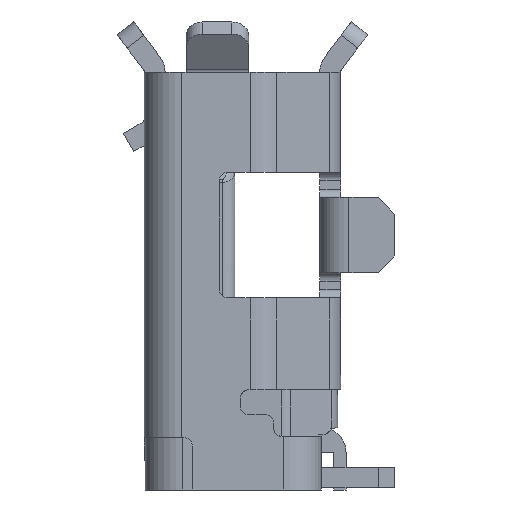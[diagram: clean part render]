
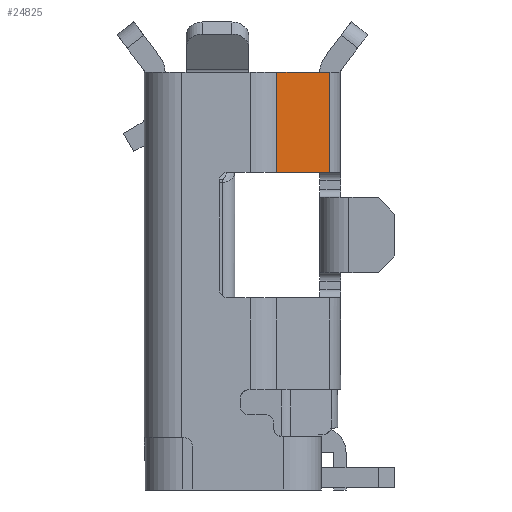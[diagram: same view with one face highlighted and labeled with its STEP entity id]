
A CAD part, left-side view. The second image highlights one B-rep face of the part: STEP entity #24825.
In plain terms, the highlighted planar face has unit normal (-0.702, -0.712, 0).
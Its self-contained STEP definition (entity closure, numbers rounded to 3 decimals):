
#12534 = PLANE('',#12535);
#12535 = AXIS2_PLACEMENT_3D('',#12536,#12537,#12538);
#12536 = CARTESIAN_POINT('',(2.618,9.683,3.5));
#12537 = DIRECTION('',(0.,0.,-1.));
#12538 = DIRECTION('',(1.,0.,0.));
#12612 = PLANE('',#12613);
#12613 = AXIS2_PLACEMENT_3D('',#12614,#12615,#12616);
#12614 = CARTESIAN_POINT('',(2.618,9.683,2.3));
#12615 = DIRECTION('',(0.,0.,-1.));
#12616 = DIRECTION('',(1.,0.,0.));
#18567 = CYLINDRICAL_SURFACE('',#18568,0.45);
#18568 = AXIS2_PLACEMENT_3D('',#18569,#18570,#18571);
#18569 = CARTESIAN_POINT('',(-2.618,-0.725,18.424));
#18570 = DIRECTION('',(0.,0.,-1.));
#18571 = DIRECTION('',(0.,1.,0.));
#24385 = VERTEX_POINT('',#24386);
#24386 = CARTESIAN_POINT('',(-3.576,-0.412,3.5));
#24401 = CYLINDRICAL_SURFACE('',#24402,0.45);
#24402 = AXIS2_PLACEMENT_3D('',#24403,#24404,#24405);
#24403 = CARTESIAN_POINT('',(-3.26,-0.091,18.836)
  );
#24404 = DIRECTION('',(0.,0.,-1.));
#24405 = DIRECTION('',(0.,1.,0.));
#24435 = EDGE_CURVE('',#24385,#24436,#24438,.T.);
#24436 = VERTEX_POINT('',#24437);
#24437 = CARTESIAN_POINT('',(-2.934,-1.045,3.5));
#24438 = SURFACE_CURVE('',#24439,(#24443,#24450),.PCURVE_S1.);
#24439 = LINE('',#24440,#24441);
#24440 = CARTESIAN_POINT('',(-3.984,-0.009,3.5));
#24441 = VECTOR('',#24442,1.);
#24442 = DIRECTION('',(0.712,-0.702,0.
    ));
#24443 = PCURVE('',#12534,#24444);
#24444 = DEFINITIONAL_REPRESENTATION('',(#24445),#24449);
#24445 = LINE('',#24446,#24447);
#24446 = CARTESIAN_POINT('',(-6.602,9.691));
#24447 = VECTOR('',#24448,1.);
#24448 = DIRECTION('',(0.712,0.702));
#24449 = ( GEOMETRIC_REPRESENTATION_CONTEXT(2) 
PARAMETRIC_REPRESENTATION_CONTEXT() REPRESENTATION_CONTEXT('2D SPACE',''
  ) );
#24450 = PCURVE('',#24451,#24456);
#24451 = PLANE('',#24452);
#24452 = AXIS2_PLACEMENT_3D('',#24453,#24454,#24455);
#24453 = CARTESIAN_POINT('',(-3.984,-0.009,
    11.283));
#24454 = DIRECTION('',(0.702,0.712,0.
    ));
#24455 = DIRECTION('',(-0.712,0.702,0.)
  );
#24456 = DEFINITIONAL_REPRESENTATION('',(#24457),#24461);
#24457 = LINE('',#24458,#24459);
#24458 = CARTESIAN_POINT('',(0.,-7.783));
#24459 = VECTOR('',#24460,1.);
#24460 = DIRECTION('',(-1.,0.));
#24461 = ( GEOMETRIC_REPRESENTATION_CONTEXT(2) 
PARAMETRIC_REPRESENTATION_CONTEXT() REPRESENTATION_CONTEXT('2D SPACE',''
  ) );
#24514 = VERTEX_POINT('',#24515);
#24515 = CARTESIAN_POINT('',(-2.934,-1.045,2.3));
#24563 = EDGE_CURVE('',#24564,#24514,#24566,.T.);
#24564 = VERTEX_POINT('',#24565);
#24565 = CARTESIAN_POINT('',(-3.576,-0.412,2.3));
#24566 = SURFACE_CURVE('',#24567,(#24571,#24578),.PCURVE_S1.);
#24567 = LINE('',#24568,#24569);
#24568 = CARTESIAN_POINT('',(-3.984,-0.009,2.3));
#24569 = VECTOR('',#24570,1.);
#24570 = DIRECTION('',(0.712,-0.702,0.
    ));
#24571 = PCURVE('',#12612,#24572);
#24572 = DEFINITIONAL_REPRESENTATION('',(#24573),#24577);
#24573 = LINE('',#24574,#24575);
#24574 = CARTESIAN_POINT('',(-6.602,9.691));
#24575 = VECTOR('',#24576,1.);
#24576 = DIRECTION('',(0.712,0.702));
#24577 = ( GEOMETRIC_REPRESENTATION_CONTEXT(2) 
PARAMETRIC_REPRESENTATION_CONTEXT() REPRESENTATION_CONTEXT('2D SPACE',''
  ) );
#24578 = PCURVE('',#24451,#24579);
#24579 = DEFINITIONAL_REPRESENTATION('',(#24580),#24584);
#24580 = LINE('',#24581,#24582);
#24581 = CARTESIAN_POINT('',(0.,-8.983));
#24582 = VECTOR('',#24583,1.);
#24583 = DIRECTION('',(-1.,0.));
#24584 = ( GEOMETRIC_REPRESENTATION_CONTEXT(2) 
PARAMETRIC_REPRESENTATION_CONTEXT() REPRESENTATION_CONTEXT('2D SPACE',''
  ) );
#24825 = ADVANCED_FACE('',(#24826),#24451,.F.);
#24826 = FACE_BOUND('',#24827,.T.);
#24827 = EDGE_LOOP('',(#24828,#24871,#24872,#24915));
#24828 = ORIENTED_EDGE('',*,*,#24829,.T.);
#24829 = EDGE_CURVE('',#24385,#24564,#24830,.T.);
#24830 = SURFACE_CURVE('',#24831,(#24835,#24842),.PCURVE_S1.);
#24831 = LINE('',#24832,#24833);
#24832 = CARTESIAN_POINT('',(-3.576,-0.412,
    11.283));
#24833 = VECTOR('',#24834,1.);
#24834 = DIRECTION('',(0.,0.,-1.));
#24835 = PCURVE('',#24451,#24836);
#24836 = DEFINITIONAL_REPRESENTATION('',(#24837),#24841);
#24837 = LINE('',#24838,#24839);
#24838 = CARTESIAN_POINT('',(-0.573,0.));
#24839 = VECTOR('',#24840,1.);
#24840 = DIRECTION('',(0.,-1.));
#24841 = ( GEOMETRIC_REPRESENTATION_CONTEXT(2) 
PARAMETRIC_REPRESENTATION_CONTEXT() REPRESENTATION_CONTEXT('2D SPACE',''
  ) );
#24842 = PCURVE('',#24401,#24843);
#24843 = DEFINITIONAL_REPRESENTATION('',(#24844),#24870);
#24844 = B_SPLINE_CURVE_WITH_KNOTS('',3,(#24845,#24846,#24847,#24848,
    #24849,#24850,#24851,#24852,#24853,#24854,#24855,#24856,#24857,
    #24858,#24859,#24860,#24861,#24862,#24863,#24864,#24865,#24866,
    #24867,#24868,#24869),.UNSPECIFIED.,.F.,.F.,(4,1,1,1,1,1,1,1,1,1,1,1
    ,1,1,1,1,1,1,1,1,1,1,4),(7.783,7.838,
    7.892,7.947,8.001,8.056,
    8.111,8.165,8.22,8.274,
    8.329,8.383,8.438,8.492,
    8.547,8.601,8.656,8.711,
    8.765,8.82,8.874,8.929,
    8.983),.QUASI_UNIFORM_KNOTS.);
#24845 = CARTESIAN_POINT('',(3.92,15.336));
#24846 = CARTESIAN_POINT('',(3.92,15.354));
#24847 = CARTESIAN_POINT('',(3.92,15.391));
#24848 = CARTESIAN_POINT('',(3.92,15.445));
#24849 = CARTESIAN_POINT('',(3.92,15.5));
#24850 = CARTESIAN_POINT('',(3.92,15.554));
#24851 = CARTESIAN_POINT('',(3.92,15.609));
#24852 = CARTESIAN_POINT('',(3.92,15.663));
#24853 = CARTESIAN_POINT('',(3.92,15.718));
#24854 = CARTESIAN_POINT('',(3.92,15.773));
#24855 = CARTESIAN_POINT('',(3.92,15.827));
#24856 = CARTESIAN_POINT('',(3.92,15.882));
#24857 = CARTESIAN_POINT('',(3.92,15.936));
#24858 = CARTESIAN_POINT('',(3.92,15.991));
#24859 = CARTESIAN_POINT('',(3.92,16.045));
#24860 = CARTESIAN_POINT('',(3.92,16.1));
#24861 = CARTESIAN_POINT('',(3.92,16.154));
#24862 = CARTESIAN_POINT('',(3.92,16.209));
#24863 = CARTESIAN_POINT('',(3.92,16.263));
#24864 = CARTESIAN_POINT('',(3.92,16.318));
#24865 = CARTESIAN_POINT('',(3.92,16.373));
#24866 = CARTESIAN_POINT('',(3.92,16.427));
#24867 = CARTESIAN_POINT('',(3.92,16.482));
#24868 = CARTESIAN_POINT('',(3.92,16.518));
#24869 = CARTESIAN_POINT('',(3.92,16.536));
#24870 = ( GEOMETRIC_REPRESENTATION_CONTEXT(2) 
PARAMETRIC_REPRESENTATION_CONTEXT() REPRESENTATION_CONTEXT('2D SPACE',''
  ) );
#24871 = ORIENTED_EDGE('',*,*,#24563,.T.);
#24872 = ORIENTED_EDGE('',*,*,#24873,.F.);
#24873 = EDGE_CURVE('',#24436,#24514,#24874,.T.);
#24874 = SURFACE_CURVE('',#24875,(#24879,#24886),.PCURVE_S1.);
#24875 = LINE('',#24876,#24877);
#24876 = CARTESIAN_POINT('',(-2.934,-1.045,
    11.283));
#24877 = VECTOR('',#24878,1.);
#24878 = DIRECTION('',(0.,0.,-1.));
#24879 = PCURVE('',#24451,#24880);
#24880 = DEFINITIONAL_REPRESENTATION('',(#24881),#24885);
#24881 = LINE('',#24882,#24883);
#24882 = CARTESIAN_POINT('',(-1.475,0.));
#24883 = VECTOR('',#24884,1.);
#24884 = DIRECTION('',(0.,-1.));
#24885 = ( GEOMETRIC_REPRESENTATION_CONTEXT(2) 
PARAMETRIC_REPRESENTATION_CONTEXT() REPRESENTATION_CONTEXT('2D SPACE',''
  ) );
#24886 = PCURVE('',#18567,#24887);
#24887 = DEFINITIONAL_REPRESENTATION('',(#24888),#24914);
#24888 = B_SPLINE_CURVE_WITH_KNOTS('',3,(#24889,#24890,#24891,#24892,
    #24893,#24894,#24895,#24896,#24897,#24898,#24899,#24900,#24901,
    #24902,#24903,#24904,#24905,#24906,#24907,#24908,#24909,#24910,
    #24911,#24912,#24913),.UNSPECIFIED.,.F.,.F.,(4,1,1,1,1,1,1,1,1,1,1,1
    ,1,1,1,1,1,1,1,1,1,1,4),(7.783,7.838,
    7.892,7.947,8.001,8.056,
    8.111,8.165,8.22,8.274,
    8.329,8.383,8.438,8.492,
    8.547,8.601,8.656,8.711,
    8.765,8.82,8.874,8.929,
    8.983),.QUASI_UNIFORM_KNOTS.);
#24889 = CARTESIAN_POINT('',(3.92,14.924));
#24890 = CARTESIAN_POINT('',(3.92,14.942));
#24891 = CARTESIAN_POINT('',(3.92,14.979));
#24892 = CARTESIAN_POINT('',(3.92,15.033));
#24893 = CARTESIAN_POINT('',(3.92,15.088));
#24894 = CARTESIAN_POINT('',(3.92,15.142));
#24895 = CARTESIAN_POINT('',(3.92,15.197));
#24896 = CARTESIAN_POINT('',(3.92,15.252));
#24897 = CARTESIAN_POINT('',(3.92,15.306));
#24898 = CARTESIAN_POINT('',(3.92,15.361));
#24899 = CARTESIAN_POINT('',(3.92,15.415));
#24900 = CARTESIAN_POINT('',(3.92,15.47));
#24901 = CARTESIAN_POINT('',(3.92,15.524));
#24902 = CARTESIAN_POINT('',(3.92,15.579));
#24903 = CARTESIAN_POINT('',(3.92,15.633));
#24904 = CARTESIAN_POINT('',(3.92,15.688));
#24905 = CARTESIAN_POINT('',(3.92,15.742));
#24906 = CARTESIAN_POINT('',(3.92,15.797));
#24907 = CARTESIAN_POINT('',(3.92,15.852));
#24908 = CARTESIAN_POINT('',(3.92,15.906));
#24909 = CARTESIAN_POINT('',(3.92,15.961));
#24910 = CARTESIAN_POINT('',(3.92,16.015));
#24911 = CARTESIAN_POINT('',(3.92,16.07));
#24912 = CARTESIAN_POINT('',(3.92,16.106));
#24913 = CARTESIAN_POINT('',(3.92,16.124));
#24914 = ( GEOMETRIC_REPRESENTATION_CONTEXT(2) 
PARAMETRIC_REPRESENTATION_CONTEXT() REPRESENTATION_CONTEXT('2D SPACE',''
  ) );
#24915 = ORIENTED_EDGE('',*,*,#24435,.F.);
